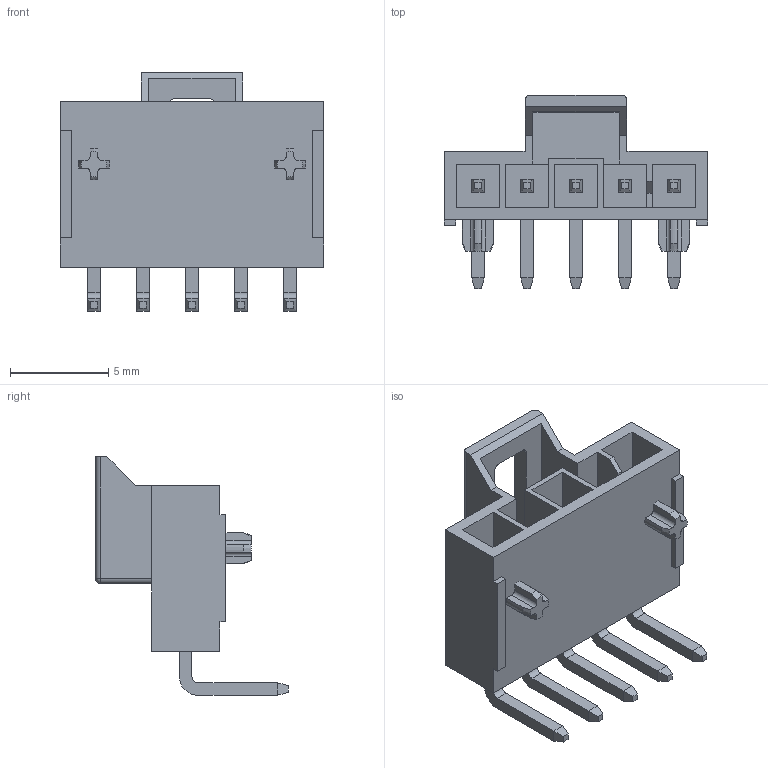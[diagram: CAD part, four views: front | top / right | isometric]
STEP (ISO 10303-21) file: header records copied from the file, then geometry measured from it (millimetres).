
FILE_DESCRIPTION((''),'2;1');
FILE_NAME('1053131105','2017-05-18T',('ksrinivasara'),(''),'PRO/ENGINEER BY PARAMETRIC TECHNOLOGY CORPORATION, 2012310','PRO/ENGINEER BY PARAMETRIC TECHNOLOGY CORPORATION, 2012310','');
FILE_SCHEMA(('CONFIG_CONTROL_DESIGN'));
Length unit declared in the file: millimetre
Products named in the file (1): 1053131105
Bounding box: 13.44 x 9.84 x 12.16 mm (x, y, z)
Volume: 298 mm3; surface area: 919.1 mm2
Topology: 1 solids, 1 shells, 218 faces, 578 edges, 374 vertices
Faces by surface type: plane 174, cylinder 34, cone 8, sphere 2
Entity records: 6676 total; most frequent: CARTESIAN_POINT 1189, ORIENTED_EDGE 1128, DIRECTION 1090, EDGE_CURVE 564, VECTOR 472, LINE 472, VERTEX_POINT 360, AXIS2_PLACEMENT_3D 309
